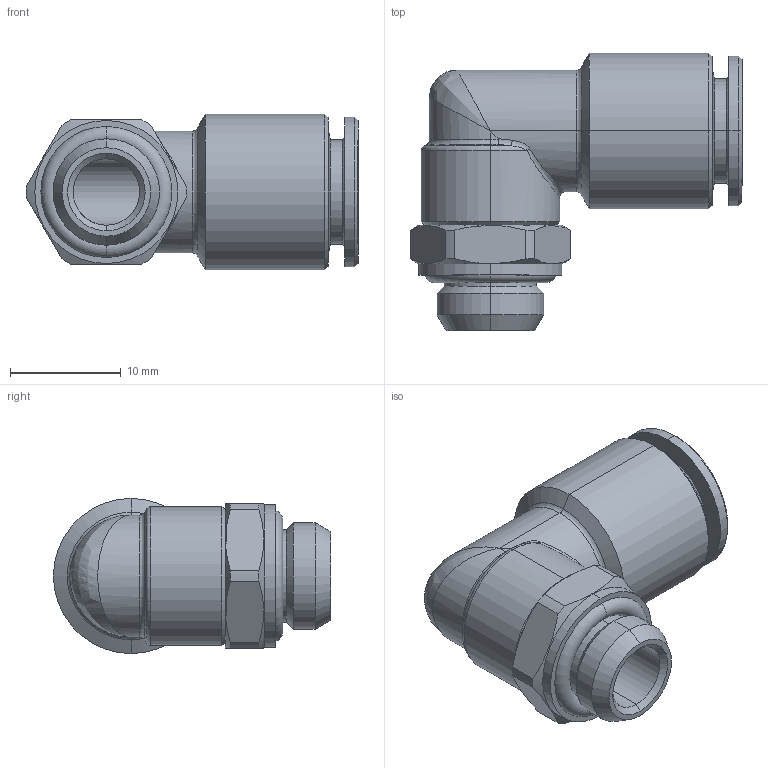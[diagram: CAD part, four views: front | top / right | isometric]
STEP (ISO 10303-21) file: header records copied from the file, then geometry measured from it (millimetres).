
FILE_DESCRIPTION (( 'STEP AP203' ), '1' );
FILE_NAME ('A0060041.STEP', '2009-01-19T08:32:34', ( 'UT1' ), ( 'sopra-pneumatic' ), 'SwSTEP 2.0', 'SolidWorks 2008', '' );
FILE_SCHEMA (( 'CONFIG_CONTROL_DESIGN' ));
Length unit declared in the file: millimetre
Products named in the file (1): A0060041
Bounding box: 29.95 x 25 x 14 mm (x, y, z)
Volume: 3242.1 mm3; surface area: 2865.3 mm2
Topology: 1 solids, 1 shells, 92 faces, 204 edges, 117 vertices
Faces by surface type: cylinder 33, cone 29, plane 14, torus 10, bspline 6
Entity records: 3032 total; most frequent: CARTESIAN_POINT 967, DIRECTION 438, ORIENTED_EDGE 404, EDGE_CURVE 202, AXIS2_PLACEMENT_3D 186, VERTEX_POINT 117, CIRCLE 99, EDGE_LOOP 99
